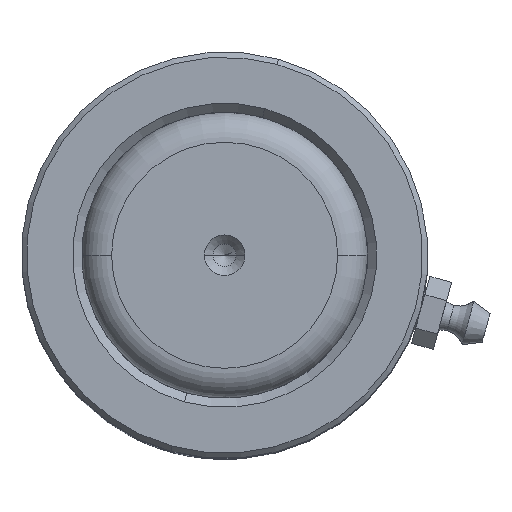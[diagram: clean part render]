
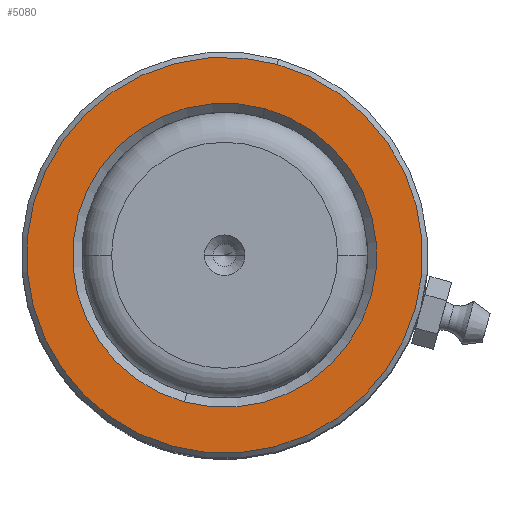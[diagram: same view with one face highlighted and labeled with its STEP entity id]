
A CAD part, top view. The second image highlights one B-rep face of the part: STEP entity #5080.
In plain terms, the highlighted planar face has unit normal (0, 0, 1).
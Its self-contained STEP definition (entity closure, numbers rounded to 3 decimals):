
#37 = DIRECTION ( 'NONE',  ( 1., 0., 0. ) ) ;
#124 = ORIENTED_EDGE ( 'NONE', *, *, #563, .T. ) ;
#285 = DIRECTION ( 'NONE',  ( 0., 0., 1. ) ) ;
#524 = DIRECTION ( 'NONE',  ( 1., 0., 0. ) ) ;
#563 = EDGE_CURVE ( 'NONE', #5771, #2814, #876, .T. ) ;
#572 = DIRECTION ( 'NONE',  ( 1., 0., 0. ) ) ;
#599 = CARTESIAN_POINT ( 'NONE',  ( 26.3, 0., 80. ) ) ;
#876 = CIRCLE ( 'NONE', #5442, 26.3 ) ;
#987 = EDGE_CURVE ( 'NONE', #8941, #6492, #4546, .T. ) ;
#1284 = CARTESIAN_POINT ( 'NONE',  ( 0., 0., 80. ) ) ;
#1773 = ORIENTED_EDGE ( 'NONE', *, *, #5376, .T. ) ;
#1928 = DIRECTION ( 'NONE',  ( 0., 0., 1. ) ) ;
#2678 = DIRECTION ( 'NONE',  ( 0., 0., -1. ) ) ;
#2767 = EDGE_LOOP ( 'NONE', ( #5519, #124 ) ) ;
#2814 = VERTEX_POINT ( 'NONE', #6924 ) ;
#2935 = EDGE_LOOP ( 'NONE', ( #5665, #1773 ) ) ;
#3314 = CIRCLE ( 'NONE', #5767, 26.3 ) ;
#3348 = DIRECTION ( 'NONE',  ( 0., 0., 1. ) ) ;
#3529 = FACE_BOUND ( 'NONE', #2935, .T. ) ;
#4044 = CARTESIAN_POINT ( 'NONE',  ( 0., 0., 80. ) ) ;
#4115 = AXIS2_PLACEMENT_3D ( 'NONE', #1284, #5420, #37 ) ;
#4546 = CIRCLE ( 'NONE', #6828, 20.2 ) ;
#5035 = FACE_OUTER_BOUND ( 'NONE', #2767, .T. ) ;
#5080 = ADVANCED_FACE ( 'NONE', ( #5035, #3529 ), #6059, .T. ) ;
#5189 = CARTESIAN_POINT ( 'NONE',  ( -20.2, 0., 80. ) ) ;
#5376 = EDGE_CURVE ( 'NONE', #6492, #8941, #7289, .T. ) ;
#5392 = CARTESIAN_POINT ( 'NONE',  ( 0., 0., 80. ) ) ;
#5420 = DIRECTION ( 'NONE',  ( 0., 0., -1. ) ) ;
#5442 = AXIS2_PLACEMENT_3D ( 'NONE', #5392, #1928, #524 ) ;
#5519 = ORIENTED_EDGE ( 'NONE', *, *, #6358, .T. ) ;
#5665 = ORIENTED_EDGE ( 'NONE', *, *, #987, .T. ) ;
#5767 = AXIS2_PLACEMENT_3D ( 'NONE', #7771, #285, #6466 ) ;
#5771 = VERTEX_POINT ( 'NONE', #599 ) ;
#6059 = PLANE ( 'NONE',  #7909 ) ;
#6358 = EDGE_CURVE ( 'NONE', #2814, #5771, #3314, .T. ) ;
#6466 = DIRECTION ( 'NONE',  ( 1., 0., 0. ) ) ;
#6492 = VERTEX_POINT ( 'NONE', #5189 ) ;
#6780 = DIRECTION ( 'NONE',  ( 1., 0., 0. ) ) ;
#6814 = CARTESIAN_POINT ( 'NONE',  ( 20.2, 0., 80. ) ) ;
#6815 = CARTESIAN_POINT ( 'NONE',  ( 0., 0., 80. ) ) ;
#6828 = AXIS2_PLACEMENT_3D ( 'NONE', #6815, #2678, #572 ) ;
#6924 = CARTESIAN_POINT ( 'NONE',  ( -26.3, 0., 80. ) ) ;
#7289 = CIRCLE ( 'NONE', #4115, 20.2 ) ;
#7771 = CARTESIAN_POINT ( 'NONE',  ( 0., 0., 80. ) ) ;
#7909 = AXIS2_PLACEMENT_3D ( 'NONE', #4044, #3348, #6780 ) ;
#8941 = VERTEX_POINT ( 'NONE', #6814 ) ;
